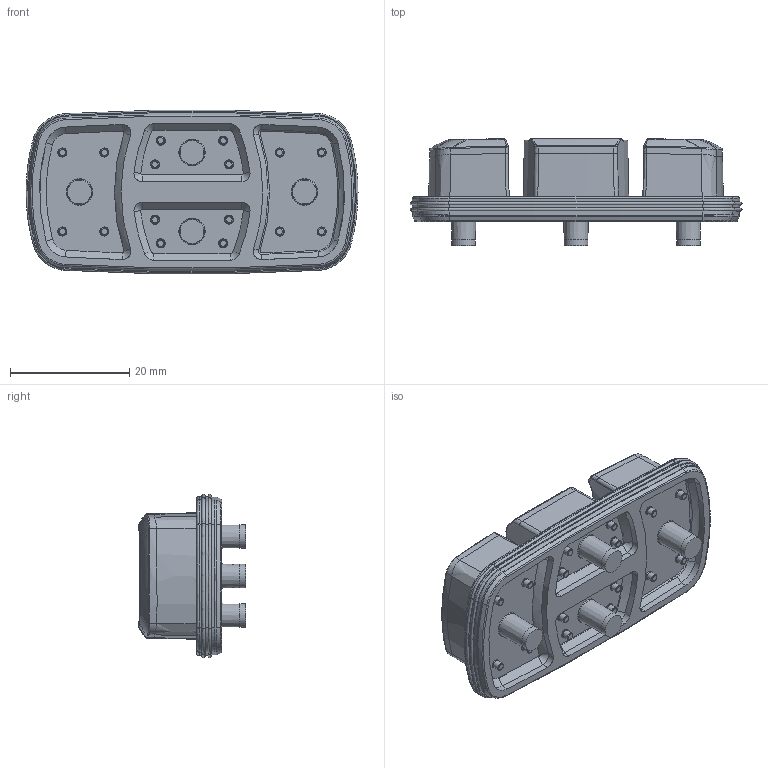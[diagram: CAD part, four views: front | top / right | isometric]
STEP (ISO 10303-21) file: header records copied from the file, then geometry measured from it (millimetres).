
FILE_DESCRIPTION(/* description */ (''),/* implementation_level */ '2;1');
FILE_NAME(/* name */ '472147-1.stp',/* time_stamp */ '2019-05-28T14:14:44-06:00',/* author */ ('rlmur_000'),/* organization */ (''),/* preprocessor_version */ 'ST-DEVELOPER v17',/* originating_system */ 'Autodesk Inventor 2019',/* authorisation */ '');
FILE_SCHEMA (('AUTOMOTIVE_DESIGN { 1 0 10303 214 3 1 1 }'));
Products named in the file (1): 472147-1
Bounding box: 55.73 x 18.06 x 27.39 mm (x, y, z)
Volume: 9554.5 mm3; surface area: 7314.6 mm2
Topology: 1 solids, 1 shells, 554 faces, 1353 edges, 838 vertices
Faces by surface type: bspline 403, torus 54, plane 43, cylinder 34, cone 20
Full cylindrical faces by diameter (mm): 1.27 x16, 3.988 x4
Entity records: 41581 total; most frequent: CARTESIAN_POINT 30376, ORIENTED_EDGE 2706, DIRECTION 1796, EDGE_CURVE 1353, VERTEX_POINT 838, AXIS2_PLACEMENT_3D 775, CIRCLE 599, EDGE_LOOP 591
